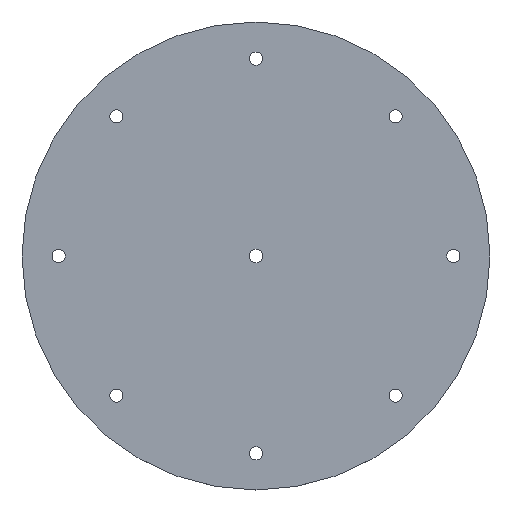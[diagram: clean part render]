
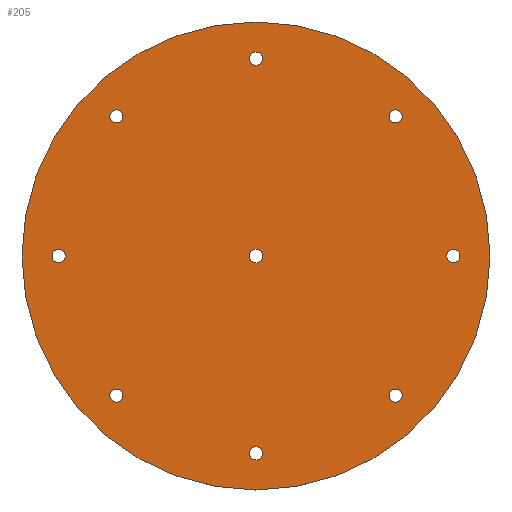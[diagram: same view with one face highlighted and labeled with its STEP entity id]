
A CAD part, top view. The second image highlights one B-rep face of the part: STEP entity #205.
In plain terms, the highlighted planar face has unit normal (0, 0, 1).
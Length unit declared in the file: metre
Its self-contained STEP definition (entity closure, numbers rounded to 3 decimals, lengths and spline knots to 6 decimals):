
#12=PLANE('',#232);
#16=ORIENTED_EDGE('',*,*,#56,.T.);
#17=ORIENTED_EDGE('',*,*,#57,.T.);
#18=ORIENTED_EDGE('',*,*,#58,.T.);
#19=ORIENTED_EDGE('',*,*,#59,.T.);
#20=ORIENTED_EDGE('',*,*,#60,.T.);
#21=ORIENTED_EDGE('',*,*,#61,.T.);
#22=ORIENTED_EDGE('',*,*,#62,.T.);
#23=ORIENTED_EDGE('',*,*,#63,.T.);
#24=ORIENTED_EDGE('',*,*,#64,.T.);
#25=ORIENTED_EDGE('',*,*,#54,.T.);
#54=EDGE_CURVE('',#74,#74,#94,.T.);
#56=EDGE_CURVE('',#76,#76,#96,.F.);
#57=EDGE_CURVE('',#77,#77,#97,.F.);
#58=EDGE_CURVE('',#78,#78,#98,.F.);
#59=EDGE_CURVE('',#79,#79,#99,.F.);
#60=EDGE_CURVE('',#80,#80,#100,.F.);
#61=EDGE_CURVE('',#81,#81,#101,.F.);
#62=EDGE_CURVE('',#82,#82,#102,.F.);
#63=EDGE_CURVE('',#83,#83,#103,.F.);
#64=EDGE_CURVE('',#84,#84,#104,.F.);
#74=VERTEX_POINT('',#330);
#76=VERTEX_POINT('',#335);
#77=VERTEX_POINT('',#337);
#78=VERTEX_POINT('',#339);
#79=VERTEX_POINT('',#341);
#80=VERTEX_POINT('',#343);
#81=VERTEX_POINT('',#345);
#82=VERTEX_POINT('',#347);
#83=VERTEX_POINT('',#349);
#84=VERTEX_POINT('',#351);
#94=CIRCLE('',#230,0.0889);
#96=CIRCLE('',#233,0.002489);
#97=CIRCLE('',#234,0.002489);
#98=CIRCLE('',#235,0.002489);
#99=CIRCLE('',#236,0.002489);
#100=CIRCLE('',#237,0.002489);
#101=CIRCLE('',#238,0.002489);
#102=CIRCLE('',#239,0.002489);
#103=CIRCLE('',#240,0.002489);
#104=CIRCLE('',#241,0.002489);
#116=EDGE_LOOP('',(#16));
#117=EDGE_LOOP('',(#17));
#118=EDGE_LOOP('',(#18));
#119=EDGE_LOOP('',(#19));
#120=EDGE_LOOP('',(#20));
#121=EDGE_LOOP('',(#21));
#122=EDGE_LOOP('',(#22));
#123=EDGE_LOOP('',(#23));
#124=EDGE_LOOP('',(#24));
#125=EDGE_LOOP('',(#25));
#156=FACE_BOUND('',#116,.T.);
#157=FACE_BOUND('',#117,.T.);
#158=FACE_BOUND('',#118,.T.);
#159=FACE_BOUND('',#119,.T.);
#160=FACE_BOUND('',#120,.T.);
#161=FACE_BOUND('',#121,.T.);
#162=FACE_BOUND('',#122,.T.);
#163=FACE_BOUND('',#123,.T.);
#164=FACE_BOUND('',#124,.T.);
#165=FACE_BOUND('',#125,.T.);
#205=ADVANCED_FACE('',(#156,#157,#158,#159,#160,#161,#162,#163,#164,#165),
#12,.T.);
#230=AXIS2_PLACEMENT_3D('',#329,#265,#266);
#232=AXIS2_PLACEMENT_3D('',#333,#269,#270);
#233=AXIS2_PLACEMENT_3D('',#334,#271,#272);
#234=AXIS2_PLACEMENT_3D('',#336,#273,#274);
#235=AXIS2_PLACEMENT_3D('',#338,#275,#276);
#236=AXIS2_PLACEMENT_3D('',#340,#277,#278);
#237=AXIS2_PLACEMENT_3D('',#342,#279,#280);
#238=AXIS2_PLACEMENT_3D('',#344,#281,#282);
#239=AXIS2_PLACEMENT_3D('',#346,#283,#284);
#240=AXIS2_PLACEMENT_3D('',#348,#285,#286);
#241=AXIS2_PLACEMENT_3D('',#350,#287,#288);
#265=DIRECTION('',(0.,0.,1.));
#266=DIRECTION('',(1.,0.,0.));
#269=DIRECTION('',(0.,0.,1.));
#270=DIRECTION('',(1.,0.,0.));
#271=DIRECTION('',(0.,0.,1.));
#272=DIRECTION('',(1.,0.,0.));
#273=DIRECTION('',(0.,0.,1.));
#274=DIRECTION('',(1.,0.,0.));
#275=DIRECTION('',(0.,0.,1.));
#276=DIRECTION('',(1.,0.,0.));
#277=DIRECTION('',(0.,0.,1.));
#278=DIRECTION('',(1.,0.,0.));
#279=DIRECTION('',(0.,0.,1.));
#280=DIRECTION('',(1.,0.,0.));
#281=DIRECTION('',(0.,0.,1.));
#282=DIRECTION('',(1.,0.,0.));
#283=DIRECTION('',(0.,0.,1.));
#284=DIRECTION('',(1.,0.,0.));
#285=DIRECTION('',(0.,0.,1.));
#286=DIRECTION('',(1.,0.,0.));
#287=DIRECTION('',(0.,0.,1.));
#288=DIRECTION('',(1.,0.,0.));
#329=CARTESIAN_POINT('',(0.,0.,-0.339725));
#330=CARTESIAN_POINT('',(0.0889,0.,-0.339725));
#333=CARTESIAN_POINT('',(0.,0.,-0.339725));
#334=CARTESIAN_POINT('',(0.,0.075,-0.339725));
#335=CARTESIAN_POINT('',(0.002489,0.075,-0.339725));
#336=CARTESIAN_POINT('',(-0.053033,0.053033,-0.339725));
#337=CARTESIAN_POINT('',(-0.050544,0.053033,-0.339725));
#338=CARTESIAN_POINT('',(-0.075,0.,-0.339725));
#339=CARTESIAN_POINT('',(-0.072511,0.,-0.339725));
#340=CARTESIAN_POINT('',(-0.053033,-0.053033,-0.339725));
#341=CARTESIAN_POINT('',(-0.050544,-0.053033,-0.339725));
#342=CARTESIAN_POINT('',(0.,-0.075,-0.339725));
#343=CARTESIAN_POINT('',(0.002489,-0.075,-0.339725));
#344=CARTESIAN_POINT('',(0.053033,-0.053033,-0.339725));
#345=CARTESIAN_POINT('',(0.055522,-0.053033,-0.339725));
#346=CARTESIAN_POINT('',(0.075,0.,-0.339725));
#347=CARTESIAN_POINT('',(0.077489,0.,-0.339725));
#348=CARTESIAN_POINT('',(0.,0.,-0.339725));
#349=CARTESIAN_POINT('',(0.002489,0.,-0.339725));
#350=CARTESIAN_POINT('',(0.053033,0.053033,-0.339725));
#351=CARTESIAN_POINT('',(0.055522,0.053033,-0.339725));
